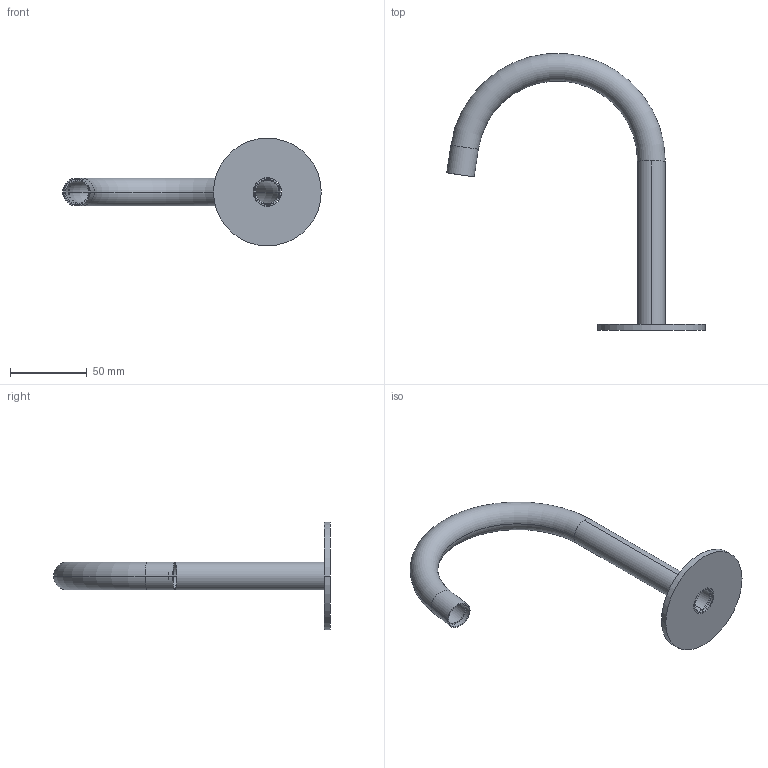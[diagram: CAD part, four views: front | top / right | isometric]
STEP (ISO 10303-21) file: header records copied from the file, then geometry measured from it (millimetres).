
FILE_DESCRIPTION (( 'STEP AP214' ), '1' );
FILE_NAME ('BIC.0001.U.STEP', '2022-11-07T13:55:56', ( 'Solid' ), ( '' ), 'SwSTEP 2.0', 'SolidWorks 2019', '' );
FILE_SCHEMA (( 'AUTOMOTIVE_DESIGN' ));
Length unit declared in the file: millimetre
Products named in the file (3): 0001-ESPELHO_Ø70_BICA_Ø18MM_000000000000; 0001-BICA_U_Ø18_000000000000; BIC.0001.U
Assembly tree (2 placements, depth 2):
  BIC.0001.U
    0001-ESPELHO_Ø70_BICA_Ø18MM_000000000000
    0001-BICA_U_Ø18_000000000000
Bounding box: 167.9 x 179.81 x 70 mm (x, y, z)
Volume: 38098.3 mm3; surface area: 40821.1 mm2
Topology: 2 solids, 2 shells, 51 faces, 106 edges, 64 vertices
Faces by surface type: cylinder 24, cone 14, plane 9, torus 4
Entity records: 1530 total; most frequent: DIRECTION 286, CARTESIAN_POINT 226, ORIENTED_EDGE 212, AXIS2_PLACEMENT_3D 124, EDGE_CURVE 106, CIRCLE 68, VERTEX_POINT 64, EDGE_LOOP 60
